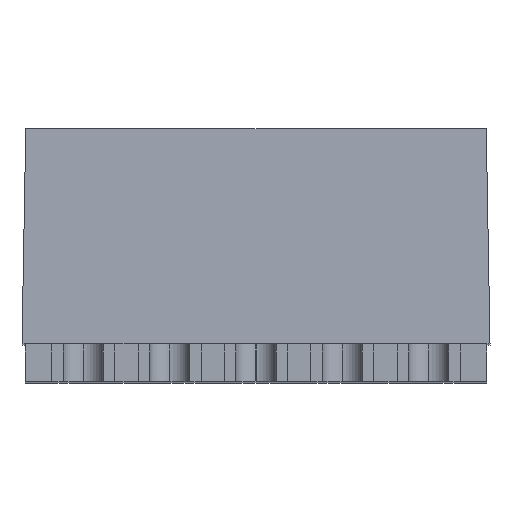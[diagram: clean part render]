
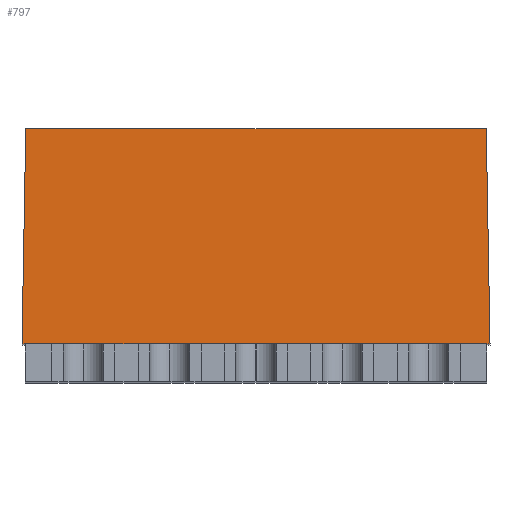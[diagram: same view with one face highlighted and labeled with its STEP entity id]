
A CAD part, top view. The second image highlights one B-rep face of the part: STEP entity #797.
In plain terms, the highlighted free-form (B-spline) face has degree [1, 1] with [2, 2] control points.
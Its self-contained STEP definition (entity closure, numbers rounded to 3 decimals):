
#797 = ADVANCED_FACE('',(#798),#812,.T.);
#798 = FACE_BOUND('',#799,.T.);
#799 = EDGE_LOOP('',(#800,#822,#837,#852));
#800 = ORIENTED_EDGE('',*,*,#801,.T.);
#801 = EDGE_CURVE('',#802,#804,#806,.T.);
#802 = VERTEX_POINT('',#803);
#803 = CARTESIAN_POINT('',(-3.7,0.6,5.));
#804 = VERTEX_POINT('',#805);
#805 = CARTESIAN_POINT('',(3.7,0.6,5.));
#806 = SURFACE_CURVE('',#807,(#811),.PCURVE_S1.);
#807 = LINE('',#808,#809);
#808 = CARTESIAN_POINT('',(-3.7,0.6,5.));
#809 = VECTOR('',#810,1.);
#810 = DIRECTION('',(1.,0.,0.));
#811 = PCURVE('',#812,#817);
#812 = B_SPLINE_SURFACE_WITH_KNOTS('',1,1,(
    (#813,#814)
    ,(#815,#816)),.UNSPECIFIED.,.F.,.F.,.F.,(2,2),(2,2),(0.,1.),(0.,1.),
  .PIECEWISE_BEZIER_KNOTS.);
#813 = CARTESIAN_POINT('',(3.744,0.6,5.));
#814 = CARTESIAN_POINT('',(-3.744,0.6,5.));
#815 = CARTESIAN_POINT('',(3.744,4.,4.941));
#816 = CARTESIAN_POINT('',(-3.744,4.,4.941));
#817 = DEFINITIONAL_REPRESENTATION('',(#818),#821);
#818 = B_SPLINE_CURVE_WITH_KNOTS('',1,(#819,#820),.UNSPECIFIED.,.F.,.F.,
  (2,2),(0.,7.4),.PIECEWISE_BEZIER_KNOTS.);
#819 = CARTESIAN_POINT('',(0.,0.994));
#820 = CARTESIAN_POINT('',(0.,0.006));
#821 = ( GEOMETRIC_REPRESENTATION_CONTEXT(2) 
PARAMETRIC_REPRESENTATION_CONTEXT() REPRESENTATION_CONTEXT('2D SPACE',''
  ) );
#822 = ORIENTED_EDGE('',*,*,#823,.T.);
#823 = EDGE_CURVE('',#804,#824,#826,.T.);
#824 = VERTEX_POINT('',#825);
#825 = CARTESIAN_POINT('',(3.641,4.,4.941));
#826 = SURFACE_CURVE('',#827,(#831),.PCURVE_S1.);
#827 = LINE('',#828,#829);
#828 = CARTESIAN_POINT('',(3.7,0.6,5.));
#829 = VECTOR('',#830,1.);
#830 = DIRECTION('',(-0.017,1.,
    -0.017));
#831 = PCURVE('',#812,#832);
#832 = DEFINITIONAL_REPRESENTATION('',(#833),#836);
#833 = B_SPLINE_CURVE_WITH_KNOTS('',1,(#834,#835),.UNSPECIFIED.,.F.,.F.,
  (2,2),(0.,3.401),.PIECEWISE_BEZIER_KNOTS.);
#834 = CARTESIAN_POINT('',(0.,0.006));
#835 = CARTESIAN_POINT('',(1.,0.014));
#836 = ( GEOMETRIC_REPRESENTATION_CONTEXT(2) 
PARAMETRIC_REPRESENTATION_CONTEXT() REPRESENTATION_CONTEXT('2D SPACE',''
  ) );
#837 = ORIENTED_EDGE('',*,*,#838,.T.);
#838 = EDGE_CURVE('',#824,#839,#841,.T.);
#839 = VERTEX_POINT('',#840);
#840 = CARTESIAN_POINT('',(-3.641,4.,4.941));
#841 = SURFACE_CURVE('',#842,(#846),.PCURVE_S1.);
#842 = LINE('',#843,#844);
#843 = CARTESIAN_POINT('',(3.641,4.,4.941));
#844 = VECTOR('',#845,1.);
#845 = DIRECTION('',(-1.,0.,0.));
#846 = PCURVE('',#812,#847);
#847 = DEFINITIONAL_REPRESENTATION('',(#848),#851);
#848 = B_SPLINE_CURVE_WITH_KNOTS('',1,(#849,#850),.UNSPECIFIED.,.F.,.F.,
  (2,2),(0.,7.281),.PIECEWISE_BEZIER_KNOTS.);
#849 = CARTESIAN_POINT('',(1.,0.014));
#850 = CARTESIAN_POINT('',(1.,0.986));
#851 = ( GEOMETRIC_REPRESENTATION_CONTEXT(2) 
PARAMETRIC_REPRESENTATION_CONTEXT() REPRESENTATION_CONTEXT('2D SPACE',''
  ) );
#852 = ORIENTED_EDGE('',*,*,#853,.T.);
#853 = EDGE_CURVE('',#839,#802,#854,.T.);
#854 = SURFACE_CURVE('',#855,(#859),.PCURVE_S1.);
#855 = LINE('',#856,#857);
#856 = CARTESIAN_POINT('',(-3.641,4.,4.941));
#857 = VECTOR('',#858,1.);
#858 = DIRECTION('',(-0.017,-1.,
    0.017));
#859 = PCURVE('',#812,#860);
#860 = DEFINITIONAL_REPRESENTATION('',(#861),#864);
#861 = B_SPLINE_CURVE_WITH_KNOTS('',1,(#862,#863),.UNSPECIFIED.,.F.,.F.,
  (2,2),(0.,3.401),.PIECEWISE_BEZIER_KNOTS.);
#862 = CARTESIAN_POINT('',(1.,0.986));
#863 = CARTESIAN_POINT('',(0.,0.994));
#864 = ( GEOMETRIC_REPRESENTATION_CONTEXT(2) 
PARAMETRIC_REPRESENTATION_CONTEXT() REPRESENTATION_CONTEXT('2D SPACE',''
  ) );
